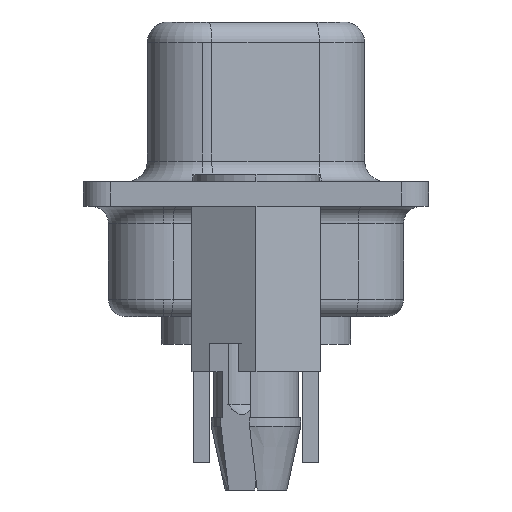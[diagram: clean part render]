
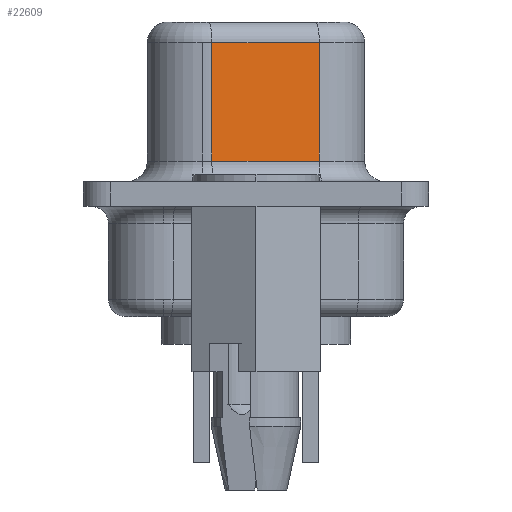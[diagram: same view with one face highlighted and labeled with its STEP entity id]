
A CAD part, left-side view. The second image highlights one B-rep face of the part: STEP entity #22609.
In plain terms, the highlighted planar face has unit normal (-0.985, -0.174, 0).
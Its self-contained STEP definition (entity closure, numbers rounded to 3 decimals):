
#3876 = LINE ( 'NONE', #4425, #3879 ) ;
#3879 = VECTOR ( 'NONE', #4428, 1000. ) ;
#4082 = LINE ( 'NONE', #4917, #4085 ) ;
#4085 = VECTOR ( 'NONE', #4919, 1000. ) ;
#4425 = CARTESIAN_POINT ( 'NONE',  ( -26.732, -2.297, 1.2 ) ) ;
#4428 = DIRECTION ( 'NONE',  ( 0.174, -0.985, 0. ) ) ;
#4917 = CARTESIAN_POINT ( 'NONE',  ( -26.732, -2.297, 6.25 ) ) ;
#4919 = DIRECTION ( 'NONE',  ( 0., 0., -1. ) ) ;
#7818 = ORIENTED_EDGE ( 'NONE', *, *, #25799, .T. ) ;
#7895 = ORIENTED_EDGE ( 'NONE', *, *, #18964, .T. ) ;
#7909 = ORIENTED_EDGE ( 'NONE', *, *, #14803, .T. ) ;
#8025 = ORIENTED_EDGE ( 'NONE', *, *, #26066, .F. ) ;
#9687 = DIRECTION ( 'NONE',  ( 0., 0., -1. ) ) ;
#9714 = CARTESIAN_POINT ( 'NONE',  ( -27.42, 1.603, 6.25 ) ) ;
#10033 = CARTESIAN_POINT ( 'NONE',  ( -26.732, -2.297, 5.5 ) ) ;
#11381 = VECTOR ( 'NONE', #16034, 1000. ) ;
#12625 = CARTESIAN_POINT ( 'NONE',  ( -27.42, 1.603, 1.2 ) ) ;
#13124 = LINE ( 'NONE', #9714, #13542 ) ;
#13542 = VECTOR ( 'NONE', #9687, 1000. ) ;
#14199 = CARTESIAN_POINT ( 'NONE',  ( -26.732, -2.297, 1.2 ) ) ;
#14698 = CARTESIAN_POINT ( 'NONE',  ( -27.42, 1.603, 5.5 ) ) ;
#14803 = EDGE_CURVE ( 'NONE', #18297, #16407, #17227, .T. ) ;
#16012 = CARTESIAN_POINT ( 'NONE',  ( -27.42, 1.603, 5.5 ) ) ;
#16034 = DIRECTION ( 'NONE',  ( -0.174, 0.985, 0. ) ) ;
#16407 = VERTEX_POINT ( 'NONE', #14698 ) ;
#16960 = VERTEX_POINT ( 'NONE', #14199 ) ;
#17227 = LINE ( 'NONE', #16012, #11381 ) ;
#17526 = VERTEX_POINT ( 'NONE', #12625 ) ;
#18297 = VERTEX_POINT ( 'NONE', #10033 ) ;
#18964 = EDGE_CURVE ( 'NONE', #16407, #17526, #13124, .T. ) ;
#19148 = EDGE_LOOP ( 'NONE', ( #7895, #7818, #8025, #7909 ) ) ;
#21731 = AXIS2_PLACEMENT_3D ( 'NONE', #23902, #23913, #23914 ) ;
#22609 = ADVANCED_FACE ( 'NONE', ( #23855 ), #23911, .F. ) ;
#23855 = FACE_OUTER_BOUND ( 'NONE', #19148, .T. ) ;
#23902 = CARTESIAN_POINT ( 'NONE',  ( -27.42, 1.603, 6.25 ) ) ;
#23911 = PLANE ( 'NONE',  #21731 ) ;
#23913 = DIRECTION ( 'NONE',  ( 0.985, 0.174, 0. ) ) ;
#23914 = DIRECTION ( 'NONE',  ( -0.174, 0.985, 0. ) ) ;
#25799 = EDGE_CURVE ( 'NONE', #17526, #16960, #3876, .T. ) ;
#26066 = EDGE_CURVE ( 'NONE', #18297, #16960, #4082, .T. ) ;
